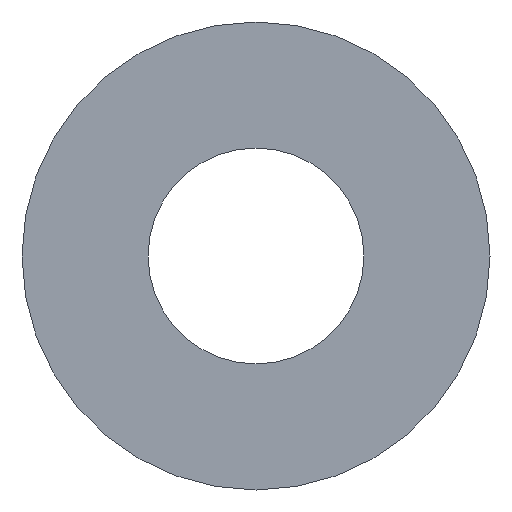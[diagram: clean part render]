
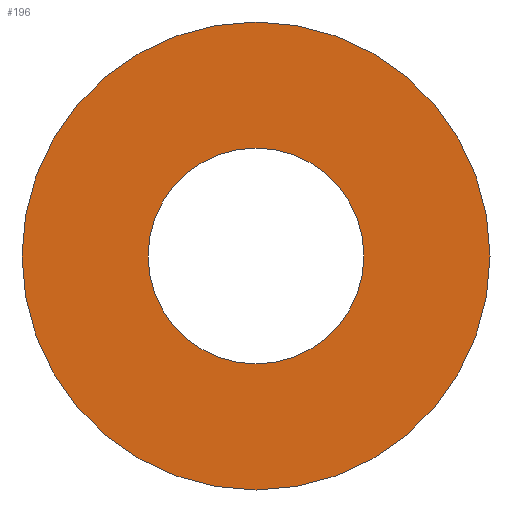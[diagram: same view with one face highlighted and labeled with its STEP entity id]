
A CAD part, front view. The second image highlights one B-rep face of the part: STEP entity #196.
In plain terms, the highlighted planar face has unit normal (0, -1, 0).
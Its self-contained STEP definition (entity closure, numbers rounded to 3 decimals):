
#6 = CARTESIAN_POINT ( 'NONE',  ( 0., -26.733, -3. ) ) ;
#8 = DIRECTION ( 'NONE',  ( 0., -1., 0. ) ) ;
#26 = EDGE_CURVE ( 'NONE', #92, #101, #144, .T. ) ;
#28 = VERTEX_POINT ( 'NONE', #103 ) ;
#29 = CIRCLE ( 'NONE', #153, 6.5 ) ;
#32 = DIRECTION ( 'NONE',  ( 0., -1., 0. ) ) ;
#33 = ORIENTED_EDGE ( 'NONE', *, *, #49, .F. ) ;
#44 = EDGE_CURVE ( 'NONE', #28, #102, #116, .T. ) ;
#46 = CARTESIAN_POINT ( 'NONE',  ( 0., -26.733, 0. ) ) ;
#49 = EDGE_CURVE ( 'NONE', #101, #92, #165, .T. ) ;
#54 = AXIS2_PLACEMENT_3D ( 'NONE', #46, #187, #189 ) ;
#62 = CARTESIAN_POINT ( 'NONE',  ( 0., -26.733, 0. ) ) ;
#66 = FACE_OUTER_BOUND ( 'NONE', #87, .T. ) ;
#67 = CARTESIAN_POINT ( 'NONE',  ( 0., -26.733, -6.5 ) ) ;
#74 = DIRECTION ( 'NONE',  ( 0., 0., -1. ) ) ;
#87 = EDGE_LOOP ( 'NONE', ( #167, #169 ) ) ;
#92 = VERTEX_POINT ( 'NONE', #159 ) ;
#101 = VERTEX_POINT ( 'NONE', #6 ) ;
#102 = VERTEX_POINT ( 'NONE', #67 ) ;
#103 = CARTESIAN_POINT ( 'NONE',  ( 0., -26.733, 6.5 ) ) ;
#107 = DIRECTION ( 'NONE',  ( 0., 0., -1. ) ) ;
#109 = AXIS2_PLACEMENT_3D ( 'NONE', #143, #8, #140 ) ;
#111 = EDGE_CURVE ( 'NONE', #102, #28, #29, .T. ) ;
#113 = EDGE_LOOP ( 'NONE', ( #33, #127 ) ) ;
#116 = CIRCLE ( 'NONE', #194, 6.5 ) ;
#119 = DIRECTION ( 'NONE',  ( 0., -1., 0. ) ) ;
#120 = CARTESIAN_POINT ( 'NONE',  ( 0., -26.733, 0. ) ) ;
#124 = FACE_BOUND ( 'NONE', #113, .T. ) ;
#127 = ORIENTED_EDGE ( 'NONE', *, *, #26, .F. ) ;
#140 = DIRECTION ( 'NONE',  ( 0., 0., -1. ) ) ;
#143 = CARTESIAN_POINT ( 'NONE',  ( 6.5, -26.733, 0. ) ) ;
#144 = CIRCLE ( 'NONE', #185, 3. ) ;
#153 = AXIS2_PLACEMENT_3D ( 'NONE', #195, #191, #107 ) ;
#159 = CARTESIAN_POINT ( 'NONE',  ( 0., -26.733, 3. ) ) ;
#165 = CIRCLE ( 'NONE', #54, 3. ) ;
#167 = ORIENTED_EDGE ( 'NONE', *, *, #111, .T. ) ;
#169 = ORIENTED_EDGE ( 'NONE', *, *, #44, .T. ) ;
#179 = PLANE ( 'NONE',  #109 ) ;
#185 = AXIS2_PLACEMENT_3D ( 'NONE', #120, #119, #186 ) ;
#186 = DIRECTION ( 'NONE',  ( 0., 0., -1. ) ) ;
#187 = DIRECTION ( 'NONE',  ( 0., -1., 0. ) ) ;
#189 = DIRECTION ( 'NONE',  ( 0., 0., -1. ) ) ;
#191 = DIRECTION ( 'NONE',  ( 0., -1., 0. ) ) ;
#194 = AXIS2_PLACEMENT_3D ( 'NONE', #62, #32, #74 ) ;
#195 = CARTESIAN_POINT ( 'NONE',  ( 0., -26.733, 0. ) ) ;
#196 = ADVANCED_FACE ( 'NONE', ( #66, #124 ), #179, .T. ) ;
